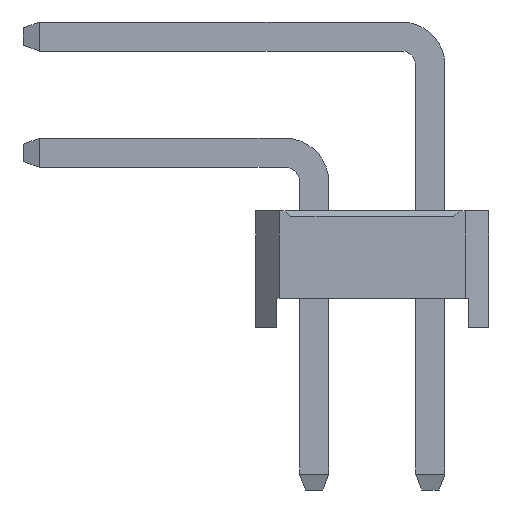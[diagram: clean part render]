
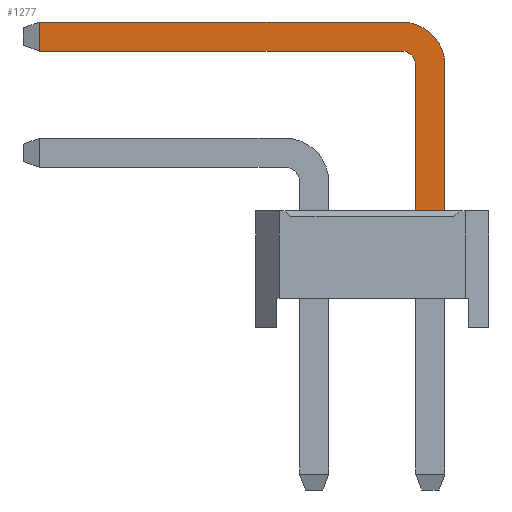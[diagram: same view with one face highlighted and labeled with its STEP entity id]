
A CAD part, left-side view. The second image highlights one B-rep face of the part: STEP entity #1277.
In plain terms, the highlighted planar face has unit normal (-1, 0, 0).
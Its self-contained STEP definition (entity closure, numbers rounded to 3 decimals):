
#1277=ADVANCED_FACE('',(#5313),#5315,.T.);
#5313=FACE_BOUND('',#5314,.T.);
#5314=EDGE_LOOP('',(#8579,#8580,#8581,#8582,#8583,#8584,#8585,#8586));
#5315=PLANE('',#5316);
#5316=AXIS2_PLACEMENT_3D('',#5317,#5318,#5319);
#5317=CARTESIAN_POINT('',(-0.25,-1.75,-2.8));
#5318=DIRECTION('',(-1.,0.,0.));
#5319=DIRECTION('',(0.,-1.,0.));
#8579=ORIENTED_EDGE('',*,*,#10586,.F.);
#8580=ORIENTED_EDGE('',*,*,#10587,.F.);
#8581=ORIENTED_EDGE('',*,*,#10588,.F.);
#8582=ORIENTED_EDGE('',*,*,#10589,.F.);
#8583=ORIENTED_EDGE('',*,*,#10077,.T.);
#8584=ORIENTED_EDGE('',*,*,#10585,.T.);
#8585=ORIENTED_EDGE('',*,*,#10590,.T.);
#8586=ORIENTED_EDGE('',*,*,#10591,.T.);
#10077=EDGE_CURVE('',#11345,#11343,#11346,.T.);
#10585=EDGE_CURVE('',#11343,#12213,#12215,.T.);
#10586=EDGE_CURVE('',#12216,#12217,#12218,.T.);
#10587=EDGE_CURVE('',#12219,#12216,#12220,.T.);
#10588=EDGE_CURVE('',#12221,#12219,#12222,.T.);
#10589=EDGE_CURVE('',#11345,#12221,#12223,.T.);
#10590=EDGE_CURVE('',#12213,#12224,#12225,.T.);
#10591=EDGE_CURVE('',#12224,#12217,#12226,.T.);
#11343=VERTEX_POINT('',#13446);
#11345=VERTEX_POINT('',#13450);
#11346=LINE('',#13451,#13452);
#12213=VERTEX_POINT('',#15366);
#12215=LINE('',#15370,#15371);
#12216=VERTEX_POINT('',#15373);
#12217=VERTEX_POINT('',#15374);
#12218=LINE('',#15375,#15376);
#12219=VERTEX_POINT('',#15378);
#12220=LINE('',#15379,#15380);
#12221=VERTEX_POINT('',#15382);
#12222=CIRCLE('',#15383,0.25);
#12223=LINE('',#15387,#15388);
#12224=VERTEX_POINT('',#15390);
#12225=CIRCLE('',#15391,0.75);
#12226=LINE('',#15395,#15396);
#13446=CARTESIAN_POINT('',(-0.25,-2.25,2.));
#13450=CARTESIAN_POINT('',(-0.25,-1.75,2.));
#13451=CARTESIAN_POINT('',(-0.25,-1.75,2.));
#13452=VECTOR('',#13453,1.);
#13453=DIRECTION('',(0.,-1.,0.));
#15366=CARTESIAN_POINT('',(-0.25,-2.25,4.5));
#15370=CARTESIAN_POINT('',(-0.25,-2.25,2.));
#15371=VECTOR('',#15372,1.);
#15372=DIRECTION('',(0.,0.,1.));
#15373=CARTESIAN_POINT('',(-0.25,4.725,4.75));
#15374=CARTESIAN_POINT('',(-0.25,4.725,5.25));
#15375=CARTESIAN_POINT('',(-0.25,4.725,4.75));
#15376=VECTOR('',#15377,1.);
#15377=DIRECTION('',(0.,0.,1.));
#15378=CARTESIAN_POINT('',(-0.25,-1.5,4.75));
#15379=CARTESIAN_POINT('',(-0.25,-1.5,4.75));
#15380=VECTOR('',#15381,1.);
#15381=DIRECTION('',(0.,1.,0.));
#15382=CARTESIAN_POINT('',(-0.25,-1.75,4.5));
#15383=AXIS2_PLACEMENT_3D('',#15384,#15385,#15386);
#15384=CARTESIAN_POINT('',(-0.25,-1.5,4.5));
#15385=DIRECTION('',(-1.,-0.,0.));
#15386=DIRECTION('',(0.,-1.,0.));
#15387=CARTESIAN_POINT('',(-0.25,-1.75,2.));
#15388=VECTOR('',#15389,1.);
#15389=DIRECTION('',(0.,0.,1.));
#15390=CARTESIAN_POINT('',(-0.25,-1.5,5.25));
#15391=AXIS2_PLACEMENT_3D('',#15392,#15393,#15394);
#15392=CARTESIAN_POINT('',(-0.25,-1.5,4.5));
#15393=DIRECTION('',(-1.,-0.,0.));
#15394=DIRECTION('',(0.,-1.,0.));
#15395=CARTESIAN_POINT('',(-0.25,-1.5,5.25));
#15396=VECTOR('',#15397,1.);
#15397=DIRECTION('',(0.,1.,0.));
